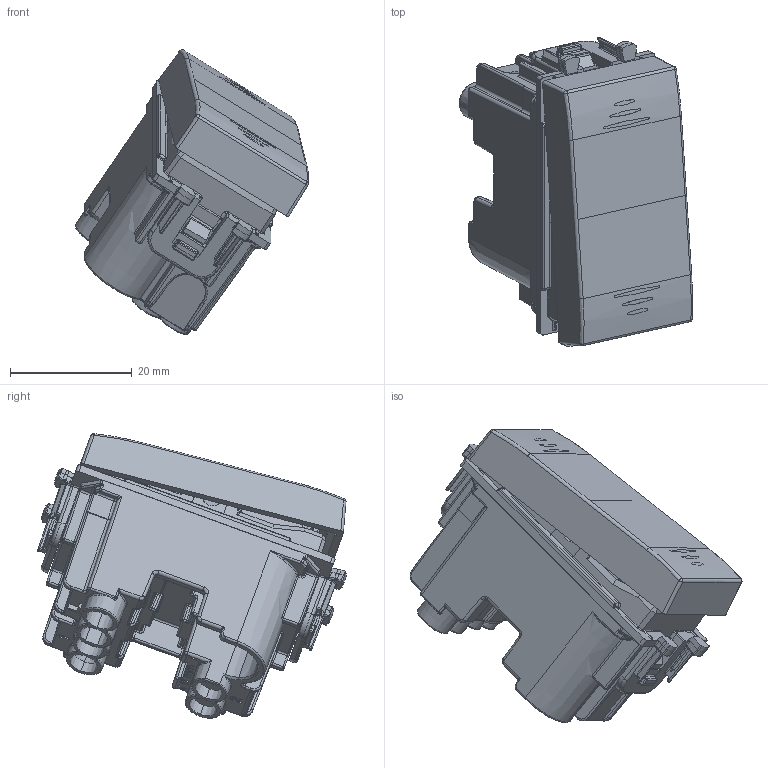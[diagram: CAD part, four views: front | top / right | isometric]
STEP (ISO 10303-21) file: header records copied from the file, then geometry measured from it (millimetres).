
FILE_DESCRIPTION(('CATIA V5 STEP Exchange'),'2;1');
FILE_NAME('441001.stp','2024-02-16T07:38:01+00:00',('none'),('none'),'CATIA Version 5-6 Release 2016 SP6','CATIA V5 STEP AP203','none');
FILE_SCHEMA(('CONFIG_CONTROL_DESIGN'));
Products named in the file (1): 441001
Assembly tree (10 placements, depth 2):
  441001
    #57
    #54987
    #109992
    #142195
    #157154
    #159724
    #161379  x2
    #163292  x2
Bounding box: 38.22 x 50.65 x 46.66 mm (x, y, z)
Volume: 13776 mm3; surface area: 23331.4 mm2
Topology: 12 solids, 12 shells, 4264 faces, 11017 edges, 6569 vertices
Faces by surface type: plane 1523, cylinder 1510, bspline 688, sphere 205, cone 202, torus 96, extrusion 36, revolution 4
Entity records: 164129 total; most frequent: CARTESIAN_POINT 77373, ORIENTED_EDGE 21092, DIRECTION 12219, EDGE_CURVE 10546, VERTEX_POINT 6423, VECTOR 4785, LINE 4749, AXIS2_PLACEMENT_3D 4527
